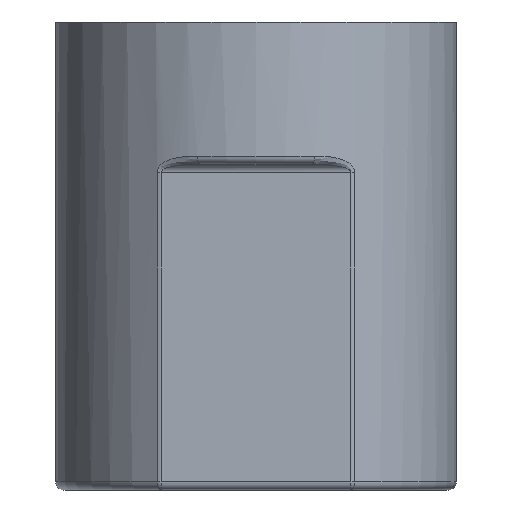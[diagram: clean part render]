
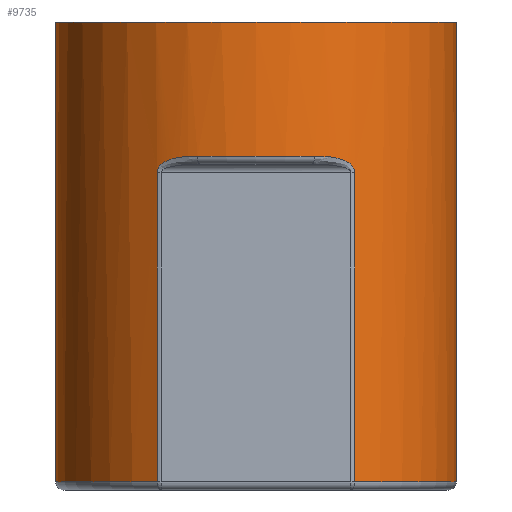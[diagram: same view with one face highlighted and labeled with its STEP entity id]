
A CAD part, front view. The second image highlights one B-rep face of the part: STEP entity #9735.
In plain terms, the highlighted cylindrical face has radius 24 mm (diameter 48 mm), a partial arc.
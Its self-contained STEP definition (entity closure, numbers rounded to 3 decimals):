
#87 = AXIS2_PLACEMENT_3D ( 'NONE', #3730, #5959, #1485 ) ;
#107 = EDGE_CURVE ( 'NONE', #7865, #1115, #661, .T. ) ;
#108 = EDGE_CURVE ( 'NONE', #5879, #1115, #4881, .T. ) ;
#113 = ORIENTED_EDGE ( 'NONE', *, *, #8609, .T. ) ;
#147 = ORIENTED_EDGE ( 'NONE', *, *, #6156, .T. ) ;
#159 = VERTEX_POINT ( 'NONE', #4549 ) ;
#206 = CARTESIAN_POINT ( 'NONE',  ( 10.049, -21.796, -13.634 ) ) ;
#329 = VERTEX_POINT ( 'NONE', #3227 ) ;
#354 = EDGE_CURVE ( 'NONE', #9517, #8084, #3968, .T. ) ;
#399 = DIRECTION ( 'NONE',  ( 0., 0., 1. ) ) ;
#493 = VECTOR ( 'NONE', #1901, 1000. ) ;
#661 = CIRCLE ( 'NONE', #818, 24. ) ;
#818 = AXIS2_PLACEMENT_3D ( 'NONE', #8635, #7878, #1887 ) ;
#824 = CARTESIAN_POINT ( 'NONE',  ( -7., -22.957, -13.3 ) ) ;
#857 = CARTESIAN_POINT ( 'NONE',  ( 11.685, -20.964, -14.697 ) ) ;
#945 = CARTESIAN_POINT ( 'NONE',  ( 7.964, -22.646, -13.315 ) ) ;
#985 = CARTESIAN_POINT ( 'NONE',  ( -11.852, -20.87, -53.3 ) ) ;
#987 = CARTESIAN_POINT ( 'NONE',  ( 24., 0., 2.7 ) ) ;
#1115 = VERTEX_POINT ( 'NONE', #987 ) ;
#1199 = LINE ( 'NONE', #2652, #493 ) ;
#1411 = DIRECTION ( 'NONE',  ( 0., 0., -1. ) ) ;
#1431 = ORIENTED_EDGE ( 'NONE', *, *, #7038, .T. ) ;
#1485 = DIRECTION ( 'NONE',  ( 1., 0., 0. ) ) ;
#1560 = LINE ( 'NONE', #8149, #1923 ) ;
#1642 = CARTESIAN_POINT ( 'NONE',  ( 11.294, -21.177, -14.242 ) ) ;
#1671 = CARTESIAN_POINT ( 'NONE',  ( -24., 0., 2.7 ) ) ;
#1731 = EDGE_CURVE ( 'NONE', #8084, #4321, #1862, .T. ) ;
#1862 = B_SPLINE_CURVE_WITH_KNOTS ( 'NONE', 3,
 ( #2314, #6682, #9151, #9689, #4435, #7472, #2211, #7423, #5933, #9733, #6725, #3161, #6138, #824 ),
 .UNSPECIFIED., .F., .F.,
 ( 4, 2, 2, 2, 2, 2, 4 ),
 ( 0., 0.001, 0.002, 0.002, 0.003, 0.005, 0.006 ),
 .UNSPECIFIED. ) ;
#1887 = DIRECTION ( 'NONE',  ( 1., 0., 0. ) ) ;
#1901 = DIRECTION ( 'NONE',  ( 0., 0., 1. ) ) ;
#1923 = VECTOR ( 'NONE', #1411, 1000. ) ;
#1947 = EDGE_CURVE ( 'NONE', #6201, #7865, #1199, .T. ) ;
#2211 = CARTESIAN_POINT ( 'NONE',  ( -10.7, -21.484, -13.877 ) ) ;
#2314 = CARTESIAN_POINT ( 'NONE',  ( -11.852, -20.87, -15.3 ) ) ;
#2652 = CARTESIAN_POINT ( 'NONE',  ( -24., 0., -53.3 ) ) ;
#2749 = ORIENTED_EDGE ( 'NONE', *, *, #6680, .T. ) ;
#2841 = DIRECTION ( 'NONE',  ( 0., 0., 1. ) ) ;
#2865 = CARTESIAN_POINT ( 'NONE',  ( 0., 0., -52.3 ) ) ;
#3139 = CARTESIAN_POINT ( 'NONE',  ( 8.906, -22.292, -13.396 ) ) ;
#3155 = CARTESIAN_POINT ( 'NONE',  ( 7., -22.957, -13.3 ) ) ;
#3161 = CARTESIAN_POINT ( 'NONE',  ( -7.966, -22.645, -13.315 ) ) ;
#3163 = CIRCLE ( 'NONE', #5178, 24. ) ;
#3202 = VECTOR ( 'NONE', #399, 1000. ) ;
#3227 = CARTESIAN_POINT ( 'NONE',  ( 11.852, -20.87, -15.3 ) ) ;
#3335 = EDGE_CURVE ( 'NONE', #4321, #9245, #4856, .T. ) ;
#3553 = DIRECTION ( 'NONE',  ( 0., 0., 1. ) ) ;
#3730 = CARTESIAN_POINT ( 'NONE',  ( 0., 0., -53.3 ) ) ;
#3887 = CARTESIAN_POINT ( 'NONE',  ( 11.475, -21.08, -14.4 ) ) ;
#3931 = CARTESIAN_POINT ( 'NONE',  ( 7.485, -22.809, -13.3 ) ) ;
#3968 = LINE ( 'NONE', #985, #6629 ) ;
#4025 = CARTESIAN_POINT ( 'NONE',  ( 11.852, -20.87, -15.171 ) ) ;
#4068 = CARTESIAN_POINT ( 'NONE',  ( -7., -22.957, -13.3 ) ) ;
#4259 = ORIENTED_EDGE ( 'NONE', *, *, #1947, .F. ) ;
#4293 = EDGE_LOOP ( 'NONE', ( #4259, #1431, #7568, #4688, #6654, #113, #147, #2749, #5090, #9430 ) ) ;
#4321 = VERTEX_POINT ( 'NONE', #4068 ) ;
#4435 = CARTESIAN_POINT ( 'NONE',  ( -11.293, -21.178, -14.241 ) ) ;
#4458 = CYLINDRICAL_SURFACE ( 'NONE', #87, 24. ) ;
#4549 = CARTESIAN_POINT ( 'NONE',  ( 11.852, -20.87, -52.3 ) ) ;
#4688 = ORIENTED_EDGE ( 'NONE', *, *, #1731, .T. ) ;
#4690 = CARTESIAN_POINT ( 'NONE',  ( 11.828, -20.883, -15.043 ) ) ;
#4856 = CIRCLE ( 'NONE', #7535, 24. ) ;
#4881 = LINE ( 'NONE', #7155, #3202 ) ;
#4979 = B_SPLINE_CURVE_WITH_KNOTS ( 'NONE', 3,
 ( #6960, #3931, #945, #3139, #8392, #206, #9132, #6119, #7603, #1642, #3887, #857, #9036, #4690, #4025, #6867 ),
 .UNSPECIFIED., .F., .F.,
 ( 4, 2, 2, 2, 2, 2, 2, 4 ),
 ( 0., 0.002, 0.003, 0.004, 0.005, 0.005, 0.006, 0.006 ),
 .UNSPECIFIED. ) ;
#5090 = ORIENTED_EDGE ( 'NONE', *, *, #108, .T. ) ;
#5115 = DIRECTION ( 'NONE',  ( 1., 0., 0. ) ) ;
#5178 = AXIS2_PLACEMENT_3D ( 'NONE', #2865, #3553, #7273 ) ;
#5514 = DIRECTION ( 'NONE',  ( 0., 0., 1. ) ) ;
#5879 = VERTEX_POINT ( 'NONE', #8612 ) ;
#5933 = CARTESIAN_POINT ( 'NONE',  ( -10.048, -21.797, -13.633 ) ) ;
#5959 = DIRECTION ( 'NONE',  ( 0., 0., 1. ) ) ;
#6037 = CARTESIAN_POINT ( 'NONE',  ( -24., 0., -52.3 ) ) ;
#6119 = CARTESIAN_POINT ( 'NONE',  ( 10.698, -21.485, -13.876 ) ) ;
#6138 = CARTESIAN_POINT ( 'NONE',  ( -7.485, -22.808, -13.3 ) ) ;
#6156 = EDGE_CURVE ( 'NONE', #329, #159, #1560, .T. ) ;
#6201 = VERTEX_POINT ( 'NONE', #6037 ) ;
#6558 = CARTESIAN_POINT ( 'NONE',  ( 0., 0., -13.3 ) ) ;
#6629 = VECTOR ( 'NONE', #5514, 1000. ) ;
#6654 = ORIENTED_EDGE ( 'NONE', *, *, #3335, .T. ) ;
#6680 = EDGE_CURVE ( 'NONE', #159, #5879, #8527, .T. ) ;
#6682 = CARTESIAN_POINT ( 'NONE',  ( -11.852, -20.87, -15.041 ) ) ;
#6725 = CARTESIAN_POINT ( 'NONE',  ( -8.912, -22.29, -13.397 ) ) ;
#6867 = CARTESIAN_POINT ( 'NONE',  ( 11.852, -20.87, -15.3 ) ) ;
#6960 = CARTESIAN_POINT ( 'NONE',  ( 7., -22.957, -13.3 ) ) ;
#7038 = EDGE_CURVE ( 'NONE', #6201, #9517, #3163, .T. ) ;
#7155 = CARTESIAN_POINT ( 'NONE',  ( 24., 0., -53.3 ) ) ;
#7273 = DIRECTION ( 'NONE',  ( 1., 0., 0. ) ) ;
#7385 = CARTESIAN_POINT ( 'NONE',  ( 0., 0., -52.3 ) ) ;
#7423 = CARTESIAN_POINT ( 'NONE',  ( -10.27, -21.693, -13.703 ) ) ;
#7472 = CARTESIAN_POINT ( 'NONE',  ( -10.907, -21.38, -13.98 ) ) ;
#7535 = AXIS2_PLACEMENT_3D ( 'NONE', #6558, #2841, #8826 ) ;
#7568 = ORIENTED_EDGE ( 'NONE', *, *, #354, .T. ) ;
#7572 = CARTESIAN_POINT ( 'NONE',  ( -11.852, -20.87, -15.3 ) ) ;
#7603 = CARTESIAN_POINT ( 'NONE',  ( 10.907, -21.379, -13.98 ) ) ;
#7865 = VERTEX_POINT ( 'NONE', #1671 ) ;
#7878 = DIRECTION ( 'NONE',  ( 0., 0., 1. ) ) ;
#8084 = VERTEX_POINT ( 'NONE', #7572 ) ;
#8149 = CARTESIAN_POINT ( 'NONE',  ( 11.852, -20.87, -53.3 ) ) ;
#8392 = CARTESIAN_POINT ( 'NONE',  ( 9.372, -22.1, -13.462 ) ) ;
#8527 = CIRCLE ( 'NONE', #9629, 24. ) ;
#8609 = EDGE_CURVE ( 'NONE', #9245, #329, #4979, .T. ) ;
#8612 = CARTESIAN_POINT ( 'NONE',  ( 24., 0., -52.3 ) ) ;
#8635 = CARTESIAN_POINT ( 'NONE',  ( 0., 0., 2.7 ) ) ;
#8822 = FACE_OUTER_BOUND ( 'NONE', #4293, .T. ) ;
#8826 = DIRECTION ( 'NONE',  ( -1., 0., 0. ) ) ;
#8864 = DIRECTION ( 'NONE',  ( 0., 0., 1. ) ) ;
#9036 = CARTESIAN_POINT ( 'NONE',  ( 11.745, -20.93, -14.807 ) ) ;
#9132 = CARTESIAN_POINT ( 'NONE',  ( 10.27, -21.693, -13.703 ) ) ;
#9151 = CARTESIAN_POINT ( 'NONE',  ( -11.755, -20.924, -14.797 ) ) ;
#9245 = VERTEX_POINT ( 'NONE', #3155 ) ;
#9276 = CARTESIAN_POINT ( 'NONE',  ( -11.852, -20.87, -52.3 ) ) ;
#9430 = ORIENTED_EDGE ( 'NONE', *, *, #107, .F. ) ;
#9517 = VERTEX_POINT ( 'NONE', #9276 ) ;
#9629 = AXIS2_PLACEMENT_3D ( 'NONE', #7385, #8864, #5115 ) ;
#9689 = CARTESIAN_POINT ( 'NONE',  ( -11.474, -21.08, -14.399 ) ) ;
#9733 = CARTESIAN_POINT ( 'NONE',  ( -9.375, -22.099, -13.463 ) ) ;
#9735 = ADVANCED_FACE ( 'NONE', ( #8822 ), #4458, .T. ) ;
